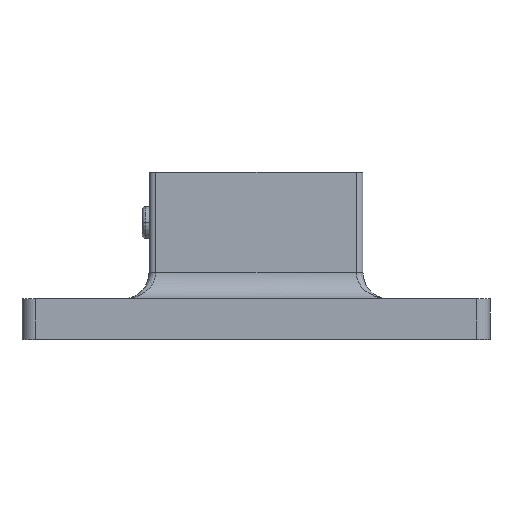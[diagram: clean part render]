
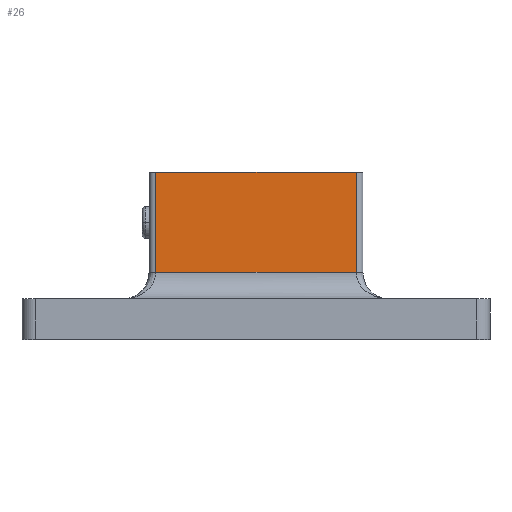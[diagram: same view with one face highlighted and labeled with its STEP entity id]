
A CAD part, top view. The second image highlights one B-rep face of the part: STEP entity #26.
In plain terms, the highlighted planar face has unit normal (0, 0, 1).
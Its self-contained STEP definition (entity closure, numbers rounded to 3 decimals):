
#15 = DIRECTION ( 'NONE',  ( 1., 0., 0. ) ) ;
#26 = ADVANCED_FACE ( 'NONE', ( #96 ), #530, .F. ) ;
#86 = ORIENTED_EDGE ( 'NONE', *, *, #705, .T. ) ;
#96 = FACE_OUTER_BOUND ( 'NONE', #2060, .T. ) ;
#129 = ORIENTED_EDGE ( 'NONE', *, *, #634, .T. ) ;
#151 = DIRECTION ( 'NONE',  ( 0., 1., 0. ) ) ;
#166 = LINE ( 'NONE', #1932, #1809 ) ;
#227 = VERTEX_POINT ( 'NONE', #1233 ) ;
#245 = DIRECTION ( 'NONE',  ( 0., 0., -1. ) ) ;
#403 = DIRECTION ( 'NONE',  ( -1., 0., 0. ) ) ;
#444 = LINE ( 'NONE', #2034, #1884 ) ;
#458 = VECTOR ( 'NONE', #151, 1000. ) ;
#530 = PLANE ( 'NONE',  #659 ) ;
#634 = EDGE_CURVE ( 'NONE', #1474, #227, #1125, .T. ) ;
#659 = AXIS2_PLACEMENT_3D ( 'NONE', #1531, #245, #403 ) ;
#705 = EDGE_CURVE ( 'NONE', #737, #1108, #1198, .T. ) ;
#737 = VERTEX_POINT ( 'NONE', #1701 ) ;
#758 = DIRECTION ( 'NONE',  ( 1., 0., 0. ) ) ;
#839 = CARTESIAN_POINT ( 'NONE',  ( -15., 10., 16. ) ) ;
#1047 = EDGE_CURVE ( 'NONE', #1108, #1474, #166, .T. ) ;
#1051 = CARTESIAN_POINT ( 'NONE',  ( -15., 25., 16. ) ) ;
#1103 = CARTESIAN_POINT ( 'NONE',  ( 15., 25., 16. ) ) ;
#1108 = VERTEX_POINT ( 'NONE', #839 ) ;
#1125 = LINE ( 'NONE', #1103, #458 ) ;
#1198 = LINE ( 'NONE', #1051, #1365 ) ;
#1233 = CARTESIAN_POINT ( 'NONE',  ( 15., 25., 16. ) ) ;
#1365 = VECTOR ( 'NONE', #1840, 1000. ) ;
#1450 = CARTESIAN_POINT ( 'NONE',  ( 15., 10., 16. ) ) ;
#1474 = VERTEX_POINT ( 'NONE', #1450 ) ;
#1531 = CARTESIAN_POINT ( 'NONE',  ( -16., 25., 16. ) ) ;
#1666 = ORIENTED_EDGE ( 'NONE', *, *, #1047, .T. ) ;
#1701 = CARTESIAN_POINT ( 'NONE',  ( -15., 25., 16. ) ) ;
#1736 = EDGE_CURVE ( 'NONE', #737, #227, #444, .T. ) ;
#1809 = VECTOR ( 'NONE', #15, 1000. ) ;
#1840 = DIRECTION ( 'NONE',  ( 0., -1., 0. ) ) ;
#1884 = VECTOR ( 'NONE', #758, 1000. ) ;
#1932 = CARTESIAN_POINT ( 'NONE',  ( -16., 10., 16. ) ) ;
#2030 = ORIENTED_EDGE ( 'NONE', *, *, #1736, .F. ) ;
#2034 = CARTESIAN_POINT ( 'NONE',  ( -16., 25., 16. ) ) ;
#2060 = EDGE_LOOP ( 'NONE', ( #2030, #86, #1666, #129 ) ) ;
